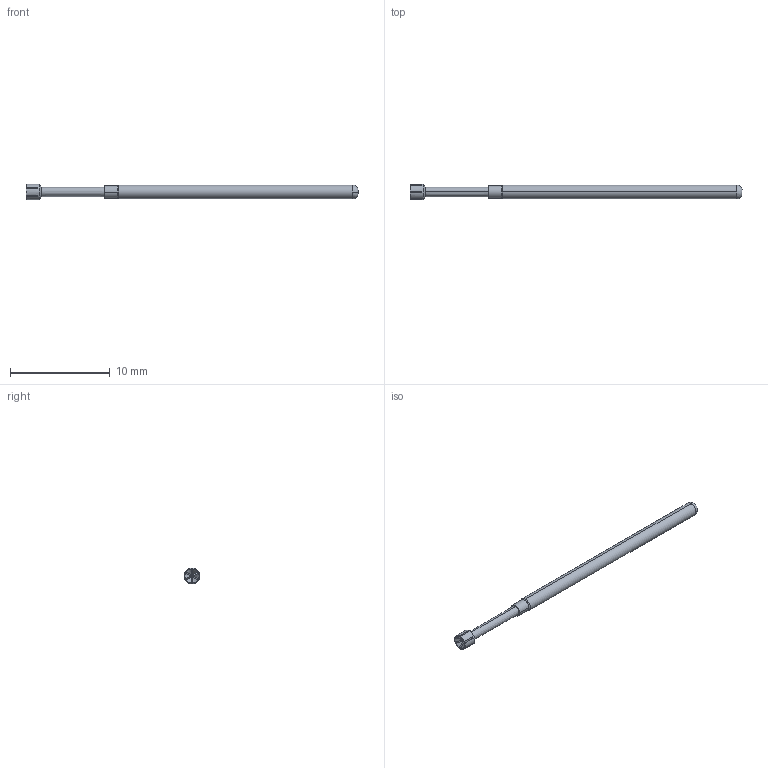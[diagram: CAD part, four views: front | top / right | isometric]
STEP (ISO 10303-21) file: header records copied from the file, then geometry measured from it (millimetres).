
FILE_DESCRIPTION (( 'STEP AP214' ), '1' );
FILE_NAME ('100-2552.STEP', '2022-01-12T21:55:20', ( '' ), ( '' ), 'SwSTEP 2.0', 'SolidWorks 2020', '' );
FILE_SCHEMA (( 'AUTOMOTIVE_DESIGN' ));
Length unit declared in the file: inch
Products named in the file (1): 100-2552
Bounding box: 33.27 x 1.56 x 1.56 mm (x, y, z)
Volume: 43.1 mm3; surface area: 142.2 mm2
Topology: 1 solids, 1 shells, 57 faces, 154 edges, 100 vertices
Faces by surface type: plane 21, cylinder 18, cone 16, torus 2
Entity records: 2660 total; most frequent: CARTESIAN_POINT 459, ORIENTED_EDGE 308, DIRECTION 298, EDGE_CURVE 154, AXIS2_PLACEMENT_3D 126, VERTEX_POINT 100, CIRCLE 68, DIMENSIONAL_EXPONENTS 60
